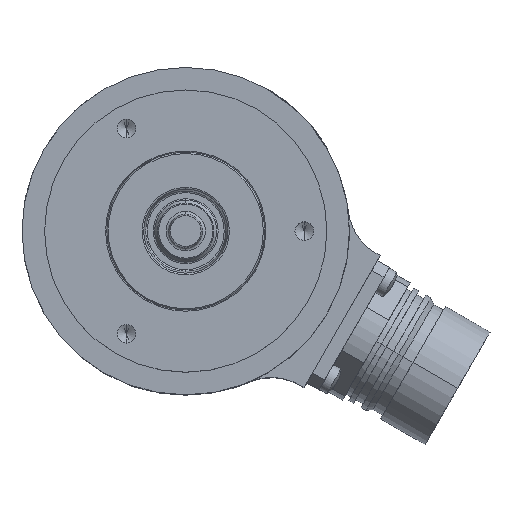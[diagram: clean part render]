
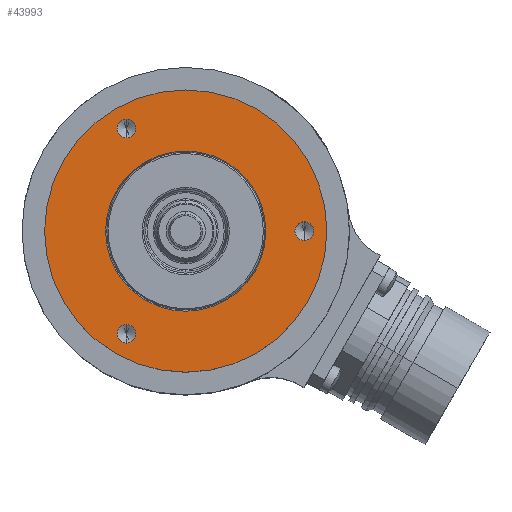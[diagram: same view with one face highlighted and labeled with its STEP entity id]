
A CAD part, top view. The second image highlights one B-rep face of the part: STEP entity #43993.
In plain terms, the highlighted planar face has unit normal (0, 0, 1).
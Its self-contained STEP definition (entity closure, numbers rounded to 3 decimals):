
#16362=CARTESIAN_POINT('',(0.,0.,27.));
#16363=DIRECTION('',(0.,0.,-1.));
#16364=DIRECTION('',(0.,1.,0.));
#16365=AXIS2_PLACEMENT_3D('',#16362,#16363,#16364);
#16367=CARTESIAN_POINT('',(0.,0.,27.));
#16368=DIRECTION('',(0.,0.,-1.));
#16369=DIRECTION('',(0.,-1.,0.));
#16370=AXIS2_PLACEMENT_3D('',#16367,#16368,#16369);
#16372=CARTESIAN_POINT('',(21.,0.,27.));
#16373=DIRECTION('',(0.,0.,1.));
#16374=DIRECTION('',(0.,-1.,0.));
#16375=AXIS2_PLACEMENT_3D('',#16372,#16373,#16374);
#16377=CARTESIAN_POINT('',(21.,0.,27.));
#16378=DIRECTION('',(0.,0.,1.));
#16379=DIRECTION('',(0.,1.,0.));
#16380=AXIS2_PLACEMENT_3D('',#16377,#16378,#16379);
#16382=CARTESIAN_POINT('',(-10.5,-18.187,27.));
#16383=DIRECTION('',(0.,0.,1.));
#16384=DIRECTION('',(0.,-1.,0.));
#16385=AXIS2_PLACEMENT_3D('',#16382,#16383,#16384);
#16387=CARTESIAN_POINT('',(-10.5,-18.187,27.));
#16388=DIRECTION('',(0.,0.,1.));
#16389=DIRECTION('',(0.,1.,0.));
#16390=AXIS2_PLACEMENT_3D('',#16387,#16388,#16389);
#16392=CARTESIAN_POINT('',(-10.5,18.187,27.));
#16393=DIRECTION('',(0.,0.,1.));
#16394=DIRECTION('',(0.,-1.,0.));
#16395=AXIS2_PLACEMENT_3D('',#16392,#16393,#16394);
#16397=CARTESIAN_POINT('',(-10.5,18.187,27.));
#16398=DIRECTION('',(0.,0.,1.));
#16399=DIRECTION('',(0.,1.,0.));
#16400=AXIS2_PLACEMENT_3D('',#16397,#16398,#16399);
#16407=CARTESIAN_POINT('',(0.,0.,27.));
#16408=DIRECTION('',(0.,0.,-1.));
#16409=DIRECTION('',(-1.,0.,0.));
#16410=AXIS2_PLACEMENT_3D('',#16407,#16408,#16409);
#16425=CARTESIAN_POINT('',(0.,0.,27.));
#16426=DIRECTION('',(0.,0.,-1.));
#16427=DIRECTION('',(1.,0.,0.));
#16428=AXIS2_PLACEMENT_3D('',#16425,#16426,#16427);
#23592=CARTESIAN_POINT('',(0.,25.,27.));
#23593=CARTESIAN_POINT('',(0.,-25.,27.));
#23594=VERTEX_POINT('',#23592);
#23595=VERTEX_POINT('',#23593);
#23798=CARTESIAN_POINT('',(14.188,0.,27.));
#23799=CARTESIAN_POINT('',(-14.188,0.,27.));
#23800=VERTEX_POINT('',#23798);
#23801=VERTEX_POINT('',#23799);
#24010=CARTESIAN_POINT('',(21.,-1.65,27.));
#24011=CARTESIAN_POINT('',(21.,1.65,27.));
#24012=VERTEX_POINT('',#24010);
#24013=VERTEX_POINT('',#24011);
#24020=CARTESIAN_POINT('',(-10.5,-19.837,27.));
#24021=CARTESIAN_POINT('',(-10.5,-16.537,27.));
#24022=VERTEX_POINT('',#24020);
#24023=VERTEX_POINT('',#24021);
#24030=CARTESIAN_POINT('',(-10.5,16.537,27.));
#24031=CARTESIAN_POINT('',(-10.5,19.837,27.));
#24032=VERTEX_POINT('',#24030);
#24033=VERTEX_POINT('',#24031);
#43959=CARTESIAN_POINT('',(0.,0.,27.));
#43960=DIRECTION('',(0.,0.,1.));
#43961=DIRECTION('',(1.,0.,0.));
#43962=AXIS2_PLACEMENT_3D('',#43959,#43960,#43961);
#43963=PLANE('',#43962);
#43965=ORIENTED_EDGE('',*,*,#43964,.T.);
#43966=ORIENTED_EDGE('',*,*,#43949,.T.);
#43967=EDGE_LOOP('',(#43965,#43966));
#43968=FACE_OUTER_BOUND('',#43967,.F.);
#43970=ORIENTED_EDGE('',*,*,#43969,.F.);
#43972=ORIENTED_EDGE('',*,*,#43971,.F.);
#43973=EDGE_LOOP('',(#43970,#43972));
#43974=FACE_BOUND('',#43973,.F.);
#43976=ORIENTED_EDGE('',*,*,#43975,.T.);
#43978=ORIENTED_EDGE('',*,*,#43977,.T.);
#43979=EDGE_LOOP('',(#43976,#43978));
#43980=FACE_BOUND('',#43979,.F.);
#43982=ORIENTED_EDGE('',*,*,#43981,.T.);
#43984=ORIENTED_EDGE('',*,*,#43983,.T.);
#43985=EDGE_LOOP('',(#43982,#43984));
#43986=FACE_BOUND('',#43985,.F.);
#43988=ORIENTED_EDGE('',*,*,#43987,.T.);
#43990=ORIENTED_EDGE('',*,*,#43989,.T.);
#43991=EDGE_LOOP('',(#43988,#43990));
#43992=FACE_BOUND('',#43991,.F.);
#16366=CIRCLE('',#16365,25.);
#16371=CIRCLE('',#16370,25.);
#16376=CIRCLE('',#16375,1.65);
#16381=CIRCLE('',#16380,1.65);
#16386=CIRCLE('',#16385,1.65);
#16391=CIRCLE('',#16390,1.65);
#16396=CIRCLE('',#16395,1.65);
#16401=CIRCLE('',#16400,1.65);
#16411=CIRCLE('',#16410,14.188);
#16429=CIRCLE('',#16428,14.188);
#43949=EDGE_CURVE('',#23595,#23594,#16371,.T.);
#43964=EDGE_CURVE('',#23594,#23595,#16366,.T.);
#43969=EDGE_CURVE('',#23801,#23800,#16411,.T.);
#43971=EDGE_CURVE('',#23800,#23801,#16429,.T.);
#43975=EDGE_CURVE('',#24012,#24013,#16376,.T.);
#43977=EDGE_CURVE('',#24013,#24012,#16381,.T.);
#43981=EDGE_CURVE('',#24022,#24023,#16386,.T.);
#43983=EDGE_CURVE('',#24023,#24022,#16391,.T.);
#43987=EDGE_CURVE('',#24032,#24033,#16396,.T.);
#43989=EDGE_CURVE('',#24033,#24032,#16401,.T.);
#43993=ADVANCED_FACE('',(#43968,#43974,#43980,#43986,#43992),#43963,.T.);
